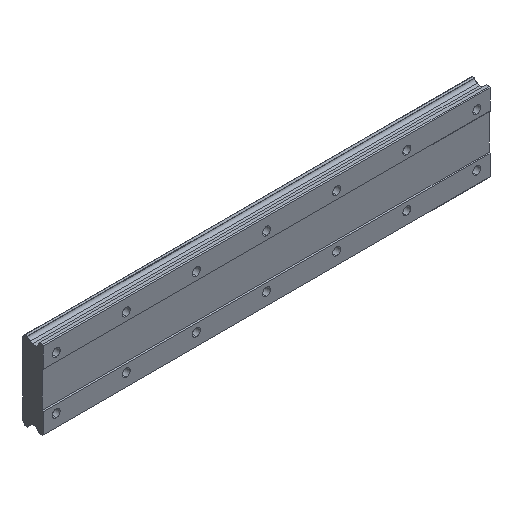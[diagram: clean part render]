
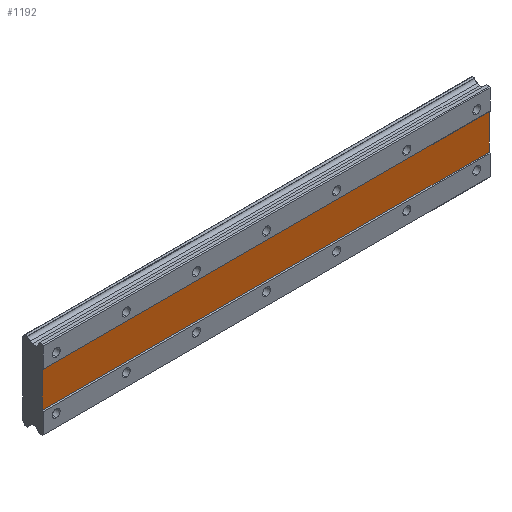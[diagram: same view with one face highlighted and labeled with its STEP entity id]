
A CAD part, isometric view. The second image highlights one B-rep face of the part: STEP entity #1192.
In plain terms, the highlighted planar face has unit normal (0, -1, 0).
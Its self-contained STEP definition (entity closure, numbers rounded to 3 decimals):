
#66 = CARTESIAN_POINT ( 'NONE',  ( 495., 1., 20. ) ) ;
#230 = VECTOR ( 'NONE', #2624, 1000. ) ;
#244 = DIRECTION ( 'NONE',  ( -1., 0., 0. ) ) ;
#364 = LINE ( 'NONE', #1900, #230 ) ;
#413 = ORIENTED_EDGE ( 'NONE', *, *, #2489, .F. ) ;
#466 = CARTESIAN_POINT ( 'NONE',  ( 495., 1., -20. ) ) ;
#511 = DIRECTION ( 'NONE',  ( 0., 0., -1. ) ) ;
#571 = ORIENTED_EDGE ( 'NONE', *, *, #2743, .F. ) ;
#581 = CARTESIAN_POINT ( 'NONE',  ( -15., 1., 20. ) ) ;
#705 = EDGE_CURVE ( 'NONE', #2055, #1008, #2745, .T. ) ;
#732 = CARTESIAN_POINT ( 'NONE',  ( 495., 1., -20. ) ) ;
#904 = ORIENTED_EDGE ( 'NONE', *, *, #705, .F. ) ;
#1008 = VERTEX_POINT ( 'NONE', #2955 ) ;
#1110 = ORIENTED_EDGE ( 'NONE', *, *, #2894, .F. ) ;
#1131 = CARTESIAN_POINT ( 'NONE',  ( -15., 1., 20. ) ) ;
#1192 = ADVANCED_FACE ( 'NONE', ( #2268 ), #1332, .F. ) ;
#1283 = VERTEX_POINT ( 'NONE', #581 ) ;
#1310 = VECTOR ( 'NONE', #244, 1000. ) ;
#1313 = VECTOR ( 'NONE', #511, 1000. ) ;
#1332 = PLANE ( 'NONE',  #1906 ) ;
#1419 = LINE ( 'NONE', #1131, #3089 ) ;
#1597 = DIRECTION ( 'NONE',  ( 0., 0., 1. ) ) ;
#1792 = LINE ( 'NONE', #2821, #1313 ) ;
#1841 = VERTEX_POINT ( 'NONE', #3172 ) ;
#1900 = CARTESIAN_POINT ( 'NONE',  ( 495., 1., 20. ) ) ;
#1906 = AXIS2_PLACEMENT_3D ( 'NONE', #66, #3278, #1597 ) ;
#2055 = VERTEX_POINT ( 'NONE', #466 ) ;
#2268 = FACE_OUTER_BOUND ( 'NONE', #2587, .T. ) ;
#2415 = DIRECTION ( 'NONE',  ( 0., 0., 1. ) ) ;
#2489 = EDGE_CURVE ( 'NONE', #1841, #2055, #1792, .T. ) ;
#2587 = EDGE_LOOP ( 'NONE', ( #904, #413, #571, #1110 ) ) ;
#2624 = DIRECTION ( 'NONE',  ( 1., 0., 0. ) ) ;
#2743 = EDGE_CURVE ( 'NONE', #1283, #1841, #364, .T. ) ;
#2745 = LINE ( 'NONE', #732, #1310 ) ;
#2821 = CARTESIAN_POINT ( 'NONE',  ( 495., 1., 20. ) ) ;
#2894 = EDGE_CURVE ( 'NONE', #1008, #1283, #1419, .T. ) ;
#2955 = CARTESIAN_POINT ( 'NONE',  ( -15., 1., -20. ) ) ;
#3089 = VECTOR ( 'NONE', #2415, 1000. ) ;
#3172 = CARTESIAN_POINT ( 'NONE',  ( 495., 1., 20. ) ) ;
#3278 = DIRECTION ( 'NONE',  ( 0., 1., 0. ) ) ;
